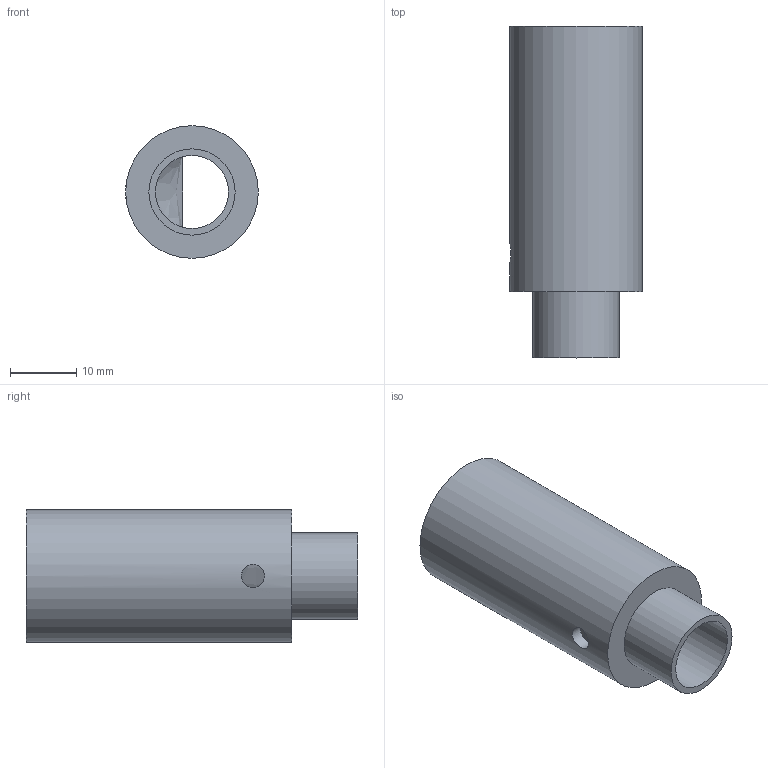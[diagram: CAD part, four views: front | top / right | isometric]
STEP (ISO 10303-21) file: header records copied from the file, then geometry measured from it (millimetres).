
FILE_DESCRIPTION(/* description */ (''),/* implementation_level */ '2;1');
FILE_NAME(/* name */ 'Naustok.step',/* time_stamp */ '2021-04-04T22:28:58+02:00',/* author */ (''),/* organization */ (''),/* preprocessor_version */ 'ST-DEVELOPER v18.1',/* originating_system */ 'Autodesk Translation Framework v9.10.0.1330',/* authorisation */ '');
FILE_SCHEMA (('AUTOMOTIVE_DESIGN { 1 0 10303 214 3 1 1 }'));
Length unit declared in the file: millimetre
Products named in the file (1): Naustok
Bounding box: 20 x 50 x 20 mm (x, y, z)
Volume: 4905.3 mm3; surface area: 6980.3 mm2
Topology: 2 solids, 2 shells, 37 faces, 101 edges, 68 vertices
Faces by surface type: cylinder 20, plane 13, bspline 4
Full cylindrical faces by diameter (mm): 3.5 x1, 11 x2, 13 x1, 16.526 x7, 18.203 x5, 20 x1
Entity records: 3245 total; most frequent: CARTESIAN_POINT 2339, ORIENTED_EDGE 202, DIRECTION 150, EDGE_CURVE 101, VERTEX_POINT 68, AXIS2_PLACEMENT_3D 55, EDGE_LOOP 43, B_SPLINE_CURVE_WITH_KNOTS 40
